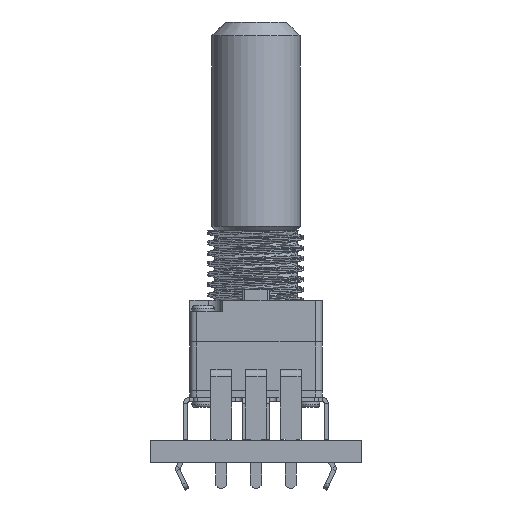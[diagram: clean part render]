
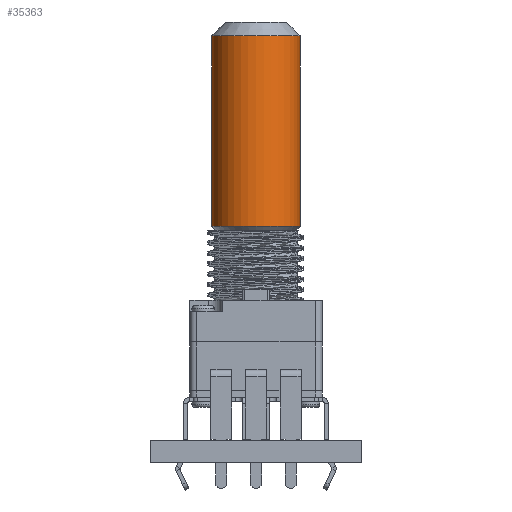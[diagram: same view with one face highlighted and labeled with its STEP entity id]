
A CAD part, front view. The second image highlights one B-rep face of the part: STEP entity #35363.
In plain terms, the highlighted cylindrical face has radius 3.175 mm (diameter 6.35 mm), a full revolution.
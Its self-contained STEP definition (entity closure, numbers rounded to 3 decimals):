
#34296 = CONICAL_SURFACE('',#34297,3.175,0.785);
#34297 = AXIS2_PLACEMENT_3D('',#34298,#34299,#34300);
#34298 = CARTESIAN_POINT('',(-0.003,0.007,
    15.344));
#34299 = DIRECTION('',(0.,0.,1.));
#34300 = DIRECTION('',(1.,0.,0.));
#34816 = VERTEX_POINT('',#34817);
#34817 = CARTESIAN_POINT('',(3.172,0.007,15.344
    ));
#34840 = EDGE_CURVE('',#34816,#34816,#34841,.T.);
#34841 = SURFACE_CURVE('',#34842,(#34847,#34854),.PCURVE_S1.);
#34842 = CIRCLE('',#34843,3.175);
#34843 = AXIS2_PLACEMENT_3D('',#34844,#34845,#34846);
#34844 = CARTESIAN_POINT('',(-0.003,0.007,
    15.344));
#34845 = DIRECTION('',(0.,0.,1.));
#34846 = DIRECTION('',(1.,0.,0.));
#34847 = PCURVE('',#34296,#34848);
#34848 = DEFINITIONAL_REPRESENTATION('',(#34849),#34853);
#34849 = LINE('',#34850,#34851);
#34850 = CARTESIAN_POINT('',(0.,0.));
#34851 = VECTOR('',#34852,1.);
#34852 = DIRECTION('',(1.,0.));
#34853 = ( GEOMETRIC_REPRESENTATION_CONTEXT(2) 
PARAMETRIC_REPRESENTATION_CONTEXT() REPRESENTATION_CONTEXT('2D SPACE',''
  ) );
#34854 = PCURVE('',#34855,#34860);
#34855 = CYLINDRICAL_SURFACE('',#34856,3.175);
#34856 = AXIS2_PLACEMENT_3D('',#34857,#34858,#34859);
#34857 = CARTESIAN_POINT('',(-0.003,0.007,
    15.044));
#34858 = DIRECTION('',(0.,0.,-1.));
#34859 = DIRECTION('',(1.,0.,0.));
#34860 = DEFINITIONAL_REPRESENTATION('',(#34861),#34865);
#34861 = LINE('',#34862,#34863);
#34862 = CARTESIAN_POINT('',(6.283,-0.3));
#34863 = VECTOR('',#34864,1.);
#34864 = DIRECTION('',(-1.,0.));
#34865 = ( GEOMETRIC_REPRESENTATION_CONTEXT(2) 
PARAMETRIC_REPRESENTATION_CONTEXT() REPRESENTATION_CONTEXT('2D SPACE',''
  ) );
#35363 = ADVANCED_FACE('',(#35364),#34855,.T.);
#35364 = FACE_BOUND('',#35365,.T.);
#35365 = EDGE_LOOP('',(#35366,#35367,#35390,#35417));
#35366 = ORIENTED_EDGE('',*,*,#34840,.T.);
#35367 = ORIENTED_EDGE('',*,*,#35368,.T.);
#35368 = EDGE_CURVE('',#34816,#35369,#35371,.T.);
#35369 = VERTEX_POINT('',#35370);
#35370 = CARTESIAN_POINT('',(3.172,0.007,29.044
    ));
#35371 = SEAM_CURVE('',#35372,(#35376,#35383),.PCURVE_S1.);
#35372 = LINE('',#35373,#35374);
#35373 = CARTESIAN_POINT('',(3.172,0.007,15.044
    ));
#35374 = VECTOR('',#35375,1.);
#35375 = DIRECTION('',(0.,0.,1.));
#35376 = PCURVE('',#34855,#35377);
#35377 = DEFINITIONAL_REPRESENTATION('',(#35378),#35382);
#35378 = LINE('',#35379,#35380);
#35379 = CARTESIAN_POINT('',(0.,0.));
#35380 = VECTOR('',#35381,1.);
#35381 = DIRECTION('',(0.,-1.));
#35382 = ( GEOMETRIC_REPRESENTATION_CONTEXT(2) 
PARAMETRIC_REPRESENTATION_CONTEXT() REPRESENTATION_CONTEXT('2D SPACE',''
  ) );
#35383 = PCURVE('',#34855,#35384);
#35384 = DEFINITIONAL_REPRESENTATION('',(#35385),#35389);
#35385 = LINE('',#35386,#35387);
#35386 = CARTESIAN_POINT('',(6.283,0.));
#35387 = VECTOR('',#35388,1.);
#35388 = DIRECTION('',(0.,-1.));
#35389 = ( GEOMETRIC_REPRESENTATION_CONTEXT(2) 
PARAMETRIC_REPRESENTATION_CONTEXT() REPRESENTATION_CONTEXT('2D SPACE',''
  ) );
#35390 = ORIENTED_EDGE('',*,*,#35391,.F.);
#35391 = EDGE_CURVE('',#35369,#35369,#35392,.T.);
#35392 = SURFACE_CURVE('',#35393,(#35398,#35405),.PCURVE_S1.);
#35393 = CIRCLE('',#35394,3.175);
#35394 = AXIS2_PLACEMENT_3D('',#35395,#35396,#35397);
#35395 = CARTESIAN_POINT('',(-0.003,0.007,
    29.044));
#35396 = DIRECTION('',(0.,0.,1.));
#35397 = DIRECTION('',(1.,0.,0.));
#35398 = PCURVE('',#34855,#35399);
#35399 = DEFINITIONAL_REPRESENTATION('',(#35400),#35404);
#35400 = LINE('',#35401,#35402);
#35401 = CARTESIAN_POINT('',(6.283,-14.));
#35402 = VECTOR('',#35403,1.);
#35403 = DIRECTION('',(-1.,0.));
#35404 = ( GEOMETRIC_REPRESENTATION_CONTEXT(2) 
PARAMETRIC_REPRESENTATION_CONTEXT() REPRESENTATION_CONTEXT('2D SPACE',''
  ) );
#35405 = PCURVE('',#35406,#35411);
#35406 = CONICAL_SURFACE('',#35407,3.175,0.785);
#35407 = AXIS2_PLACEMENT_3D('',#35408,#35409,#35410);
#35408 = CARTESIAN_POINT('',(-0.003,0.007,
    29.044));
#35409 = DIRECTION('',(0.,0.,-1.));
#35410 = DIRECTION('',(1.,0.,0.));
#35411 = DEFINITIONAL_REPRESENTATION('',(#35412),#35416);
#35412 = LINE('',#35413,#35414);
#35413 = CARTESIAN_POINT('',(6.283,0.));
#35414 = VECTOR('',#35415,1.);
#35415 = DIRECTION('',(-1.,0.));
#35416 = ( GEOMETRIC_REPRESENTATION_CONTEXT(2) 
PARAMETRIC_REPRESENTATION_CONTEXT() REPRESENTATION_CONTEXT('2D SPACE',''
  ) );
#35417 = ORIENTED_EDGE('',*,*,#35368,.F.);
